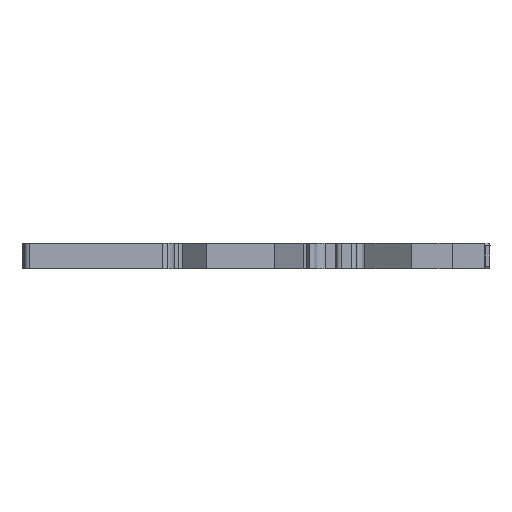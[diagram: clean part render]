
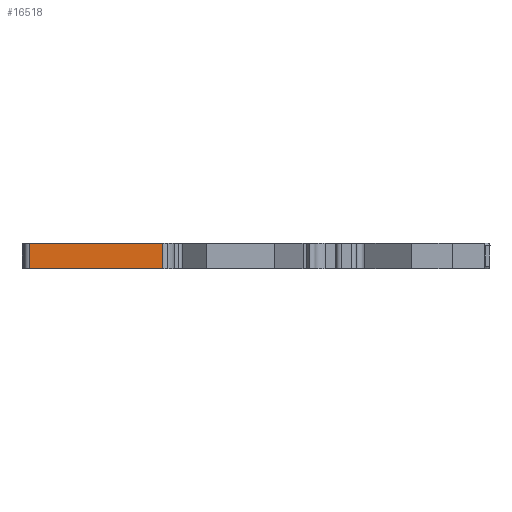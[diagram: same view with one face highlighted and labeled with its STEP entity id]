
A CAD part, front view. The second image highlights one B-rep face of the part: STEP entity #16518.
In plain terms, the highlighted planar face has unit normal (0, -1, 0).
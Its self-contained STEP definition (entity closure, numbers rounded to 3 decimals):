
#5515=DIRECTION('',(0.,0.,1.));
#5516=VECTOR('',#5515,5.);
#5517=CARTESIAN_POINT('',(-18.05,-6.,-2.5));
#5518=LINE('',#5517,#5516);
#5519=DIRECTION('',(-1.,0.,0.));
#5520=VECTOR('',#5519,26.);
#5521=CARTESIAN_POINT('',(-18.05,-6.,-2.5));
#5522=LINE('',#5521,#5520);
#5523=DIRECTION('',(0.,0.,1.));
#5524=VECTOR('',#5523,5.);
#5525=CARTESIAN_POINT('',(-44.05,-6.,-2.5));
#5526=LINE('',#5525,#5524);
#5527=DIRECTION('',(1.,0.,0.));
#5528=VECTOR('',#5527,26.);
#5529=CARTESIAN_POINT('',(-44.05,-6.,2.5));
#5530=LINE('',#5529,#5528);
#6453=CARTESIAN_POINT('',(-44.05,-6.,-2.5));
#6454=VERTEX_POINT('',#6453);
#6455=CARTESIAN_POINT('',(-18.05,-6.,-2.5));
#6456=VERTEX_POINT('',#6455);
#7017=CARTESIAN_POINT('',(-18.05,-6.,2.5));
#7018=VERTEX_POINT('',#7017);
#7019=CARTESIAN_POINT('',(-44.05,-6.,2.5));
#7020=VERTEX_POINT('',#7019);
#16506=CARTESIAN_POINT('',(-31.05,-6.,0.));
#16507=DIRECTION('',(0.,1.,0.));
#16508=DIRECTION('',(1.,0.,0.));
#16509=AXIS2_PLACEMENT_3D('',#16506,#16507,#16508);
#16510=PLANE('',#16509);
#16511=ORIENTED_EDGE('',*,*,#16499,.F.);
#16512=ORIENTED_EDGE('',*,*,#8528,.T.);
#16514=ORIENTED_EDGE('',*,*,#16513,.T.);
#16515=ORIENTED_EDGE('',*,*,#9474,.T.);
#16516=EDGE_LOOP('',(#16511,#16512,#16514,#16515));
#16517=FACE_OUTER_BOUND('',#16516,.F.);
#8528=EDGE_CURVE('',#6456,#6454,#5522,.T.);
#9474=EDGE_CURVE('',#7020,#7018,#5530,.T.);
#16499=EDGE_CURVE('',#6456,#7018,#5518,.T.);
#16513=EDGE_CURVE('',#6454,#7020,#5526,.T.);
#16518=ADVANCED_FACE('',(#16517),#16510,.F.);
